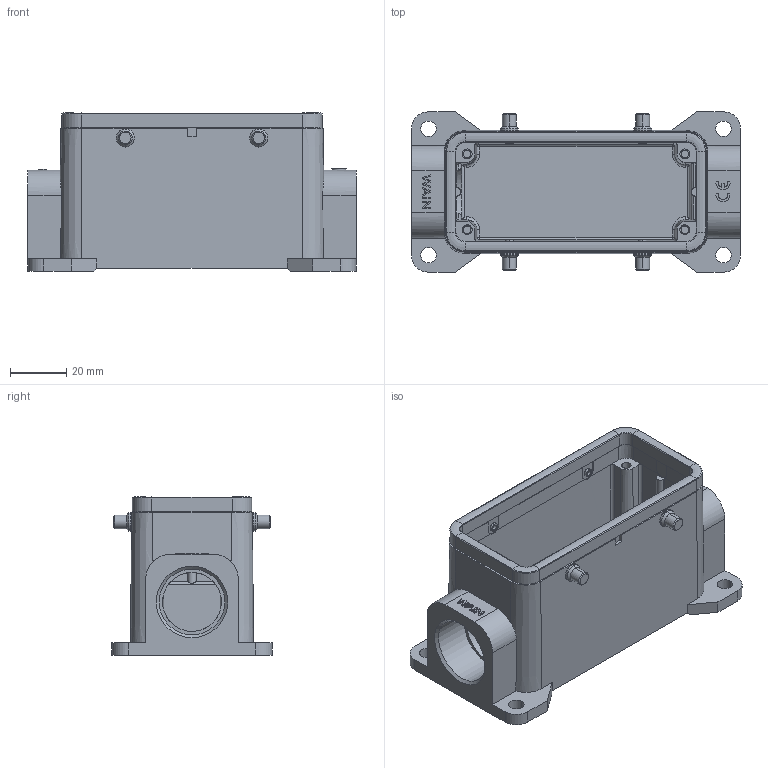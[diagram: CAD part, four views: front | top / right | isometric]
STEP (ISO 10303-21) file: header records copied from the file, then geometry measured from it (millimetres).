
FILE_DESCRIPTION(/* description */ (''),/* implementation_level */ '2;1');
FILE_NAME(/* name */ 'H16B-SF-4B-M25.stp',/* time_stamp */ '2023-09-07T13:43:58+08:00',/* author */ (''),/* organization */ (''),/* preprocessor_version */ 'ST-DEVELOPER v18.1',/* originating_system */ 'SIEMENS PLM Software NX 1980',/* authorisation */ '');
FILE_SCHEMA (('AUTOMOTIVE_DESIGN { 1 0 10303 214 3 1 1 1 }'));
Length unit declared in the file: millimetre
Products named in the file (1): 138446A48C6Cldru
Bounding box: 117 x 57 x 56.48 mm (x, y, z)
Volume: 91656 mm3; surface area: 45988.3 mm2
Topology: 6 solids, 6 shells, 432 faces, 1097 edges, 692 vertices
Faces by surface type: plane 205, cylinder 145, cone 46, torus 28, sphere 4, bspline 4
Full cylindrical faces by diameter (mm): 3 x4, 21 x1, 23.4 x1, 26.5 x1
Entity records: 13106 total; most frequent: CARTESIAN_POINT 2653, DIRECTION 2178, ORIENTED_EDGE 2138, EDGE_CURVE 1069, AXIS2_PLACEMENT_3D 778, VERTEX_POINT 686, LINE 622, VECTOR 622
